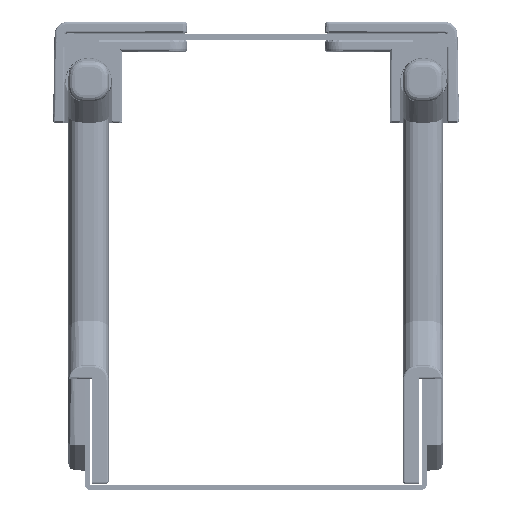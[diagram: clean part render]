
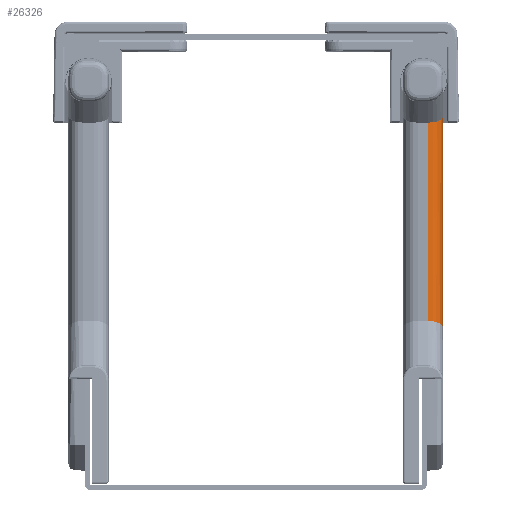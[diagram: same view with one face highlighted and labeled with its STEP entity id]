
A CAD part, front view. The second image highlights one B-rep face of the part: STEP entity #26326.
In plain terms, the highlighted cylindrical face has radius 3.5 mm (diameter 7 mm), a partial arc.
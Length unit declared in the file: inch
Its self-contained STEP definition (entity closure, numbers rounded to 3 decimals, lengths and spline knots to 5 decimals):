
#238 = VERTEX_POINT ( 'NONE', #18364 ) ;
#1067 = DIRECTION ( 'NONE',  ( 0., -1., 0. ) ) ;
#1300 = EDGE_CURVE ( 'NONE', #238, #13941, #14510, .T. ) ;
#1337 = CARTESIAN_POINT ( 'NONE',  ( 1.07185, 2.25984, 0.1378 ) ) ;
#3457 = CARTESIAN_POINT ( 'NONE',  ( 0.93406, 0., 0. ) ) ;
#5024 = CARTESIAN_POINT ( 'NONE',  ( 1.07185, 0.41339, 0.05708 ) ) ;
#6027 = DIRECTION ( 'NONE',  ( 0., 1., 0. ) ) ;
#7121 = CARTESIAN_POINT ( 'NONE',  ( 1.07185, 2.25984, 0.1378 ) ) ;
#7395 = CARTESIAN_POINT ( 'NONE',  ( 1.07185, 0.41339, 0.1378 ) ) ;
#7605 = DIRECTION ( 'NONE',  ( 0., 0., -1. ) ) ;
#7980 =( BOUNDED_CURVE ( )  B_SPLINE_CURVE ( 3, ( #28968, #31325, #9516, #7121 ),
 .UNSPECIFIED., .F., .F. ) 
 B_SPLINE_CURVE_WITH_KNOTS ( ( 4, 4 ),
 ( 4.71239, 6.28319 ),
 .UNSPECIFIED. ) 
 CURVE ( )  GEOMETRIC_REPRESENTATION_ITEM ( )  RATIONAL_B_SPLINE_CURVE ( ( 1., 0.805, 0.805, 1. ) ) 
 REPRESENTATION_ITEM ( '' )  );
#8154 = ORIENTED_EDGE ( 'NONE', *, *, #8208, .F. ) ;
#8208 = EDGE_CURVE ( 'NONE', #238, #24788, #28512, .T. ) ;
#8403 = CARTESIAN_POINT ( 'NONE',  ( 1.07185, 2.83465, 0.1378 ) ) ;
#9516 = CARTESIAN_POINT ( 'NONE',  ( 1.07185, 2.25984, 0.05708 ) ) ;
#9995 = FACE_OUTER_BOUND ( 'NONE', #23838, .T. ) ;
#10044 = VECTOR ( 'NONE', #1067, 39.37008 ) ;
#10636 = EDGE_CURVE ( 'NONE', #17213, #13941, #16220, .T. ) ;
#11710 = ORIENTED_EDGE ( 'NONE', *, *, #21917, .T. ) ;
#12204 = CARTESIAN_POINT ( 'NONE',  ( 0.93406, 0.34918, 0. ) ) ;
#12674 = CARTESIAN_POINT ( 'NONE',  ( 1.01477, 0.38679, 0. ) ) ;
#13941 = VERTEX_POINT ( 'NONE', #26023 ) ;
#14299 = ORIENTED_EDGE ( 'NONE', *, *, #10636, .F. ) ;
#14510 =( BOUNDED_CURVE ( )  B_SPLINE_CURVE ( 3, ( #7395, #5024, #12674, #12204 ),
 .UNSPECIFIED., .F., .F. ) 
 B_SPLINE_CURVE_WITH_KNOTS ( ( 4, 4 ),
 ( 3.14159, 4.71239 ),
 .UNSPECIFIED. ) 
 CURVE ( )  GEOMETRIC_REPRESENTATION_ITEM ( )  RATIONAL_B_SPLINE_CURVE ( ( 1., 0.805, 0.805, 1. ) ) 
 REPRESENTATION_ITEM ( '' )  );
#15410 = ORIENTED_EDGE ( 'NONE', *, *, #1300, .T. ) ;
#16220 = LINE ( 'NONE', #3457, #10044 ) ;
#17213 = VERTEX_POINT ( 'NONE', #17644 ) ;
#17644 = CARTESIAN_POINT ( 'NONE',  ( 0.93406, 2.31692, 0. ) ) ;
#18364 = CARTESIAN_POINT ( 'NONE',  ( 1.07185, 0.41339, 0.1378 ) ) ;
#21917 = EDGE_CURVE ( 'NONE', #17213, #24788, #7980, .T. ) ;
#21965 = DIRECTION ( 'NONE',  ( 0., -1., 0. ) ) ;
#22732 = VECTOR ( 'NONE', #6027, 39.37008 ) ;
#23451 = AXIS2_PLACEMENT_3D ( 'NONE', #28986, #21965, #7605 ) ;
#23838 = EDGE_LOOP ( 'NONE', ( #14299, #11710, #8154, #15410 ) ) ;
#24788 = VERTEX_POINT ( 'NONE', #1337 ) ;
#26023 = CARTESIAN_POINT ( 'NONE',  ( 0.93406, 0.34918, 0. ) ) ;
#26326 = ADVANCED_FACE ( 'NONE', ( #9995 ), #29438, .T. ) ;
#28512 = LINE ( 'NONE', #8403, #22732 ) ;
#28968 = CARTESIAN_POINT ( 'NONE',  ( 0.93406, 2.31692, 0. ) ) ;
#28986 = CARTESIAN_POINT ( 'NONE',  ( 0.93406, 0., 0.1378 ) ) ;
#29438 = CYLINDRICAL_SURFACE ( 'NONE', #23451, 0.1378 ) ;
#31325 = CARTESIAN_POINT ( 'NONE',  ( 1.01477, 2.28348, 0. ) ) ;
